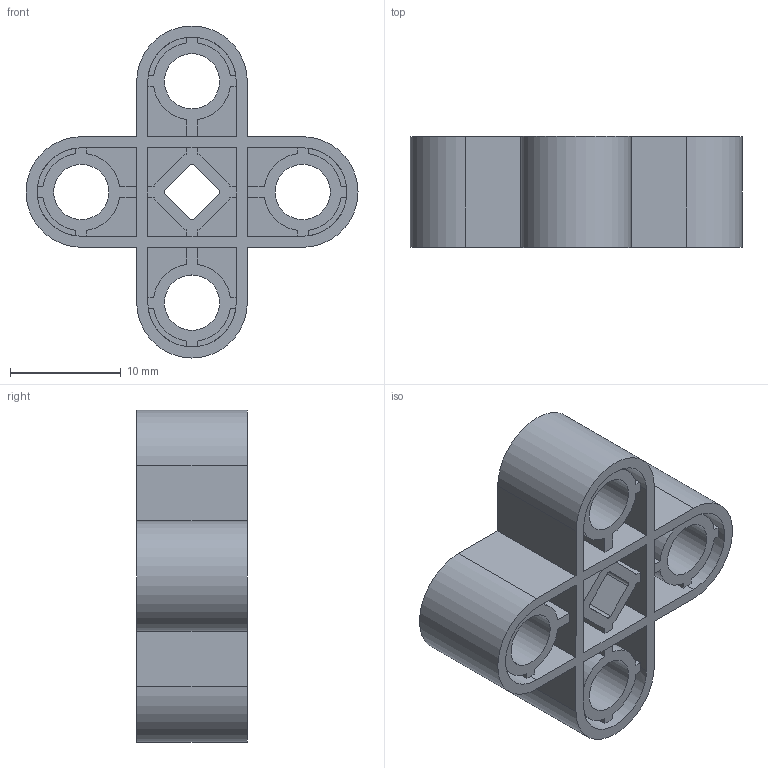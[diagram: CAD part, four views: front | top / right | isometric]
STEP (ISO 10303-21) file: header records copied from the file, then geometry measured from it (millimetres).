
FILE_DESCRIPTION(/* description */ ('','CAx-IF Rec.Pracs.---Representation and Presentation of Product Manufacturing Information (PMI)---4.0---2014-10-13'),/* implementation_level */ '2;1');
FILE_NAME(/* name */ 'AXb3.stp',/* time_stamp */ '2019-02-12T00:51:52+01:00',/* author */ ('Varga Daniel'),/* organization */ (''),/* preprocessor_version */ 'ST-DEVELOPER v17.2',/* originating_system */ 'Autodesk Inventor 2019',/* authorisation */ '');
FILE_SCHEMA (('AUTOMOTIVE_DESIGN { 1 0 10303 214 3 1 1 }','TECHNICAL_DATA_PACKAGING','AP242_MANAGED_MODEL_BASED_3D_ENGINEERING_MIM_LF { 1 0 10303 442 1 1 4 }'));
Length unit declared in the file: millimetre
Products named in the file (1): AXb3
Bounding box: 30 x 10 x 30 mm (x, y, z)
Volume: 2350.4 mm3; surface area: 4518.8 mm2
Topology: 1 solids, 1 shells, 252 faces, 728 edges, 488 vertices
Faces by surface type: plane 184, cylinder 68
Full cylindrical faces by diameter (mm): 5 x4
Entity records: 8442 total; most frequent: CARTESIAN_POINT 1486, ORIENTED_EDGE 1456, DIRECTION 1436, EDGE_CURVE 728, LINE 552, VECTOR 552, VERTEX_POINT 488, AXIS2_PLACEMENT_3D 442
